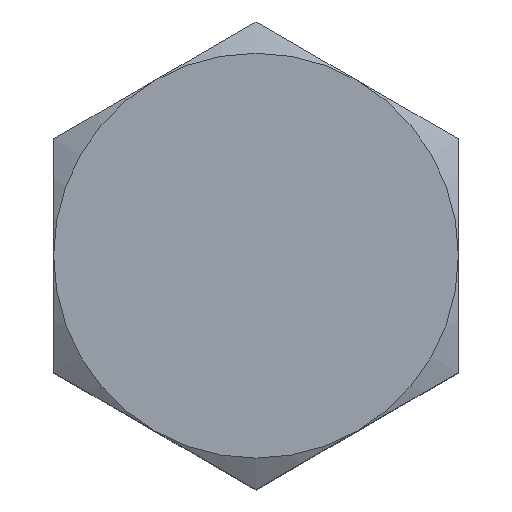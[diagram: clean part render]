
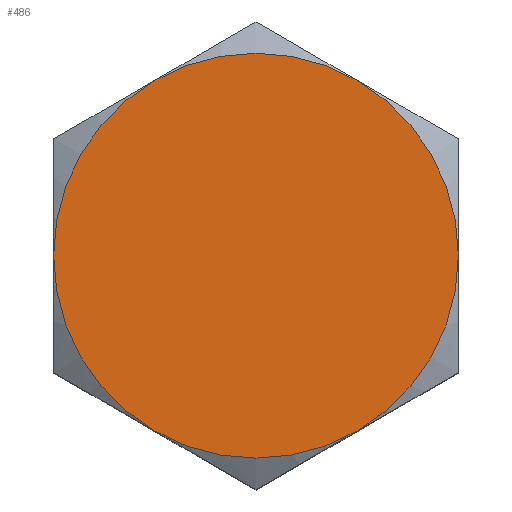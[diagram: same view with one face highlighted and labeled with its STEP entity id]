
A CAD part, top view. The second image highlights one B-rep face of the part: STEP entity #486.
In plain terms, the highlighted planar face has unit normal (0, 0, 1).
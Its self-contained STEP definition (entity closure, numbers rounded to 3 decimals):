
#60 = CARTESIAN_POINT ( 'NONE',  ( 0., 0., 3.9 ) ) ;
#93 = ORIENTED_EDGE ( 'NONE', *, *, #529, .F. ) ;
#98 = CIRCLE ( 'NONE', #341, 8. ) ;
#113 = CARTESIAN_POINT ( 'NONE',  ( 4., 6.928, 3.9 ) ) ;
#157 = DIRECTION ( 'NONE',  ( 1., 0., 0. ) ) ;
#164 = DIRECTION ( 'NONE',  ( 1., 0., 0. ) ) ;
#183 = ORIENTED_EDGE ( 'NONE', *, *, #859, .T. ) ;
#189 = DIRECTION ( 'NONE',  ( -1., 0., 0. ) ) ;
#195 = CARTESIAN_POINT ( 'NONE',  ( 0., 0., 3.9 ) ) ;
#228 = AXIS2_PLACEMENT_3D ( 'NONE', #1359, #274, #164 ) ;
#246 = VERTEX_POINT ( 'NONE', #113 ) ;
#274 = DIRECTION ( 'NONE',  ( 0., 0., 1. ) ) ;
#305 = EDGE_CURVE ( 'NONE', #1211, #246, #842, .T. ) ;
#338 = DIRECTION ( 'NONE',  ( 0., 0., 1. ) ) ;
#341 = AXIS2_PLACEMENT_3D ( 'NONE', #60, #1353, #157 ) ;
#347 = DIRECTION ( 'NONE',  ( 1., 0., 0. ) ) ;
#348 = CARTESIAN_POINT ( 'NONE',  ( 0., 0., 3.9 ) ) ;
#355 = VERTEX_POINT ( 'NONE', #977 ) ;
#356 = CIRCLE ( 'NONE', #767, 8. ) ;
#384 = CARTESIAN_POINT ( 'NONE',  ( -4., 6.928, 3.9 ) ) ;
#407 = AXIS2_PLACEMENT_3D ( 'NONE', #1344, #603, #706 ) ;
#476 = CIRCLE ( 'NONE', #869, 8. ) ;
#481 = FACE_OUTER_BOUND ( 'NONE', #624, .T. ) ;
#486 = ADVANCED_FACE ( 'NONE', ( #481 ), #1137, .T. ) ;
#529 = EDGE_CURVE ( 'NONE', #560, #1132, #954, .T. ) ;
#552 = DIRECTION ( 'NONE',  ( -1., 0., 0. ) ) ;
#560 = VERTEX_POINT ( 'NONE', #1214 ) ;
#588 = AXIS2_PLACEMENT_3D ( 'NONE', #348, #678, #1083 ) ;
#603 = DIRECTION ( 'NONE',  ( 0., 0., 1. ) ) ;
#624 = EDGE_LOOP ( 'NONE', ( #1348, #1363, #1374, #93, #183, #1007 ) ) ;
#664 = EDGE_CURVE ( 'NONE', #355, #1211, #98, .T. ) ;
#678 = DIRECTION ( 'NONE',  ( 0., 0., 1. ) ) ;
#706 = DIRECTION ( 'NONE',  ( 1., 0., 0. ) ) ;
#755 = EDGE_CURVE ( 'NONE', #1132, #858, #356, .T. ) ;
#767 = AXIS2_PLACEMENT_3D ( 'NONE', #195, #942, #189 ) ;
#768 = CARTESIAN_POINT ( 'NONE',  ( 8., 0., 3.9 ) ) ;
#842 = CIRCLE ( 'NONE', #588, 8. ) ;
#858 = VERTEX_POINT ( 'NONE', #384 ) ;
#859 = EDGE_CURVE ( 'NONE', #560, #355, #1015, .T. ) ;
#869 = AXIS2_PLACEMENT_3D ( 'NONE', #1115, #338, #347 ) ;
#882 = CARTESIAN_POINT ( 'NONE',  ( 0., 0., 3.9 ) ) ;
#942 = DIRECTION ( 'NONE',  ( 0., 0., -1. ) ) ;
#954 = CIRCLE ( 'NONE', #1021, 8. ) ;
#977 = CARTESIAN_POINT ( 'NONE',  ( 4., -6.928, 3.9 ) ) ;
#1007 = ORIENTED_EDGE ( 'NONE', *, *, #664, .T. ) ;
#1015 = CIRCLE ( 'NONE', #407, 8. ) ;
#1021 = AXIS2_PLACEMENT_3D ( 'NONE', #882, #1209, #552 ) ;
#1083 = DIRECTION ( 'NONE',  ( 1., 0., 0. ) ) ;
#1115 = CARTESIAN_POINT ( 'NONE',  ( 0., 0., 3.9 ) ) ;
#1132 = VERTEX_POINT ( 'NONE', #1171 ) ;
#1137 = PLANE ( 'NONE',  #228 ) ;
#1171 = CARTESIAN_POINT ( 'NONE',  ( -8., 0., 3.9 ) ) ;
#1209 = DIRECTION ( 'NONE',  ( 0., 0., -1. ) ) ;
#1211 = VERTEX_POINT ( 'NONE', #768 ) ;
#1214 = CARTESIAN_POINT ( 'NONE',  ( -4., -6.928, 3.9 ) ) ;
#1344 = CARTESIAN_POINT ( 'NONE',  ( 0., 0., 3.9 ) ) ;
#1348 = ORIENTED_EDGE ( 'NONE', *, *, #305, .T. ) ;
#1353 = DIRECTION ( 'NONE',  ( 0., 0., 1. ) ) ;
#1359 = CARTESIAN_POINT ( 'NONE',  ( 0., 0., 3.9 ) ) ;
#1363 = ORIENTED_EDGE ( 'NONE', *, *, #1391, .T. ) ;
#1374 = ORIENTED_EDGE ( 'NONE', *, *, #755, .F. ) ;
#1391 = EDGE_CURVE ( 'NONE', #246, #858, #476, .T. ) ;
